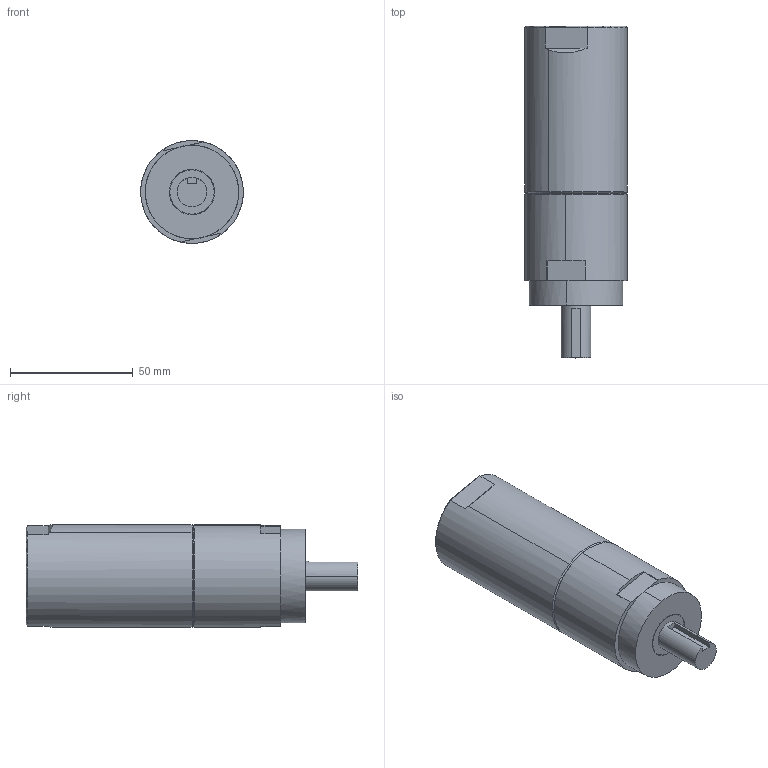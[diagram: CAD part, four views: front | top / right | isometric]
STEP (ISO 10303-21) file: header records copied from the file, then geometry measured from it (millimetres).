
FILE_DESCRIPTION (( 'STEP AP214' ), '1' );
FILE_NAME ('OSM55-300LK.STEP', '2022-01-26T20:45:13', ( '' ), ( '' ), 'SwSTEP 2.0', 'SolidWorks 2021', '' );
FILE_SCHEMA (( 'AUTOMOTIVE_DESIGN' ));
Length unit declared in the file: millimetre
Products named in the file (1): OSM55-300LK
Bounding box: 41.75 x 135 x 41.75 mm (x, y, z)
Surface area: 21735.6 mm2 (no closed solid volume)
Topology: 0 solids, 4 shells, 57 faces, 162 edges, 112 vertices
Faces by surface type: plane 29, cylinder 20, cone 8
Entity records: 2601 total; most frequent: CARTESIAN_POINT 442, DIRECTION 330, ORIENTED_EDGE 292, EDGE_CURVE 162, AXIS2_PLACEMENT_3D 126, VERTEX_POINT 112, VECTOR 78, LINE 78
